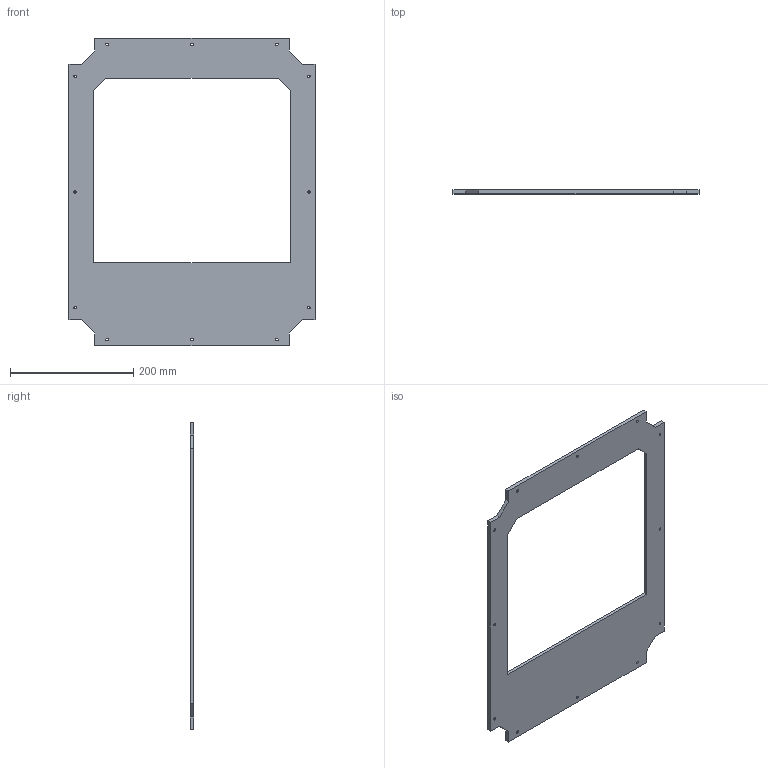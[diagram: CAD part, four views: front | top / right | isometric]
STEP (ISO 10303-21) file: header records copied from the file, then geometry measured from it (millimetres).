
FILE_DESCRIPTION( ( '' ), ' ' );
FILE_NAME( '569c45b8e4b04cc30d3fb025.step', '2016-01-18T01:54:01', ( '' ), ( '' ), ' ', ' ', ' ' );
FILE_SCHEMA( ( 'AUTOMOTIVE_DESIGN { 1 0 10303 214 1 1 1 1 }' ) );
Length unit declared in the file: metre
Products named in the file (1): Front-Panel-A
Bounding box: 400 x 6.25 x 500 mm (x, y, z)
Volume: 613051 mm3; surface area: 215667 mm2
Topology: 1 solids, 1 shells, 36 faces, 102 edges, 68 vertices
Faces by surface type: plane 24, cylinder 12
Full cylindrical faces by diameter (mm): 4.02 x12
Entity records: 1177 total; most frequent: CARTESIAN_POINT 195, DIRECTION 188, ORIENTED_EDGE 180, EDGE_CURVE 90, EDGE_LOOP 74, VERTEX_POINT 68, LINE 66, VECTOR 66
